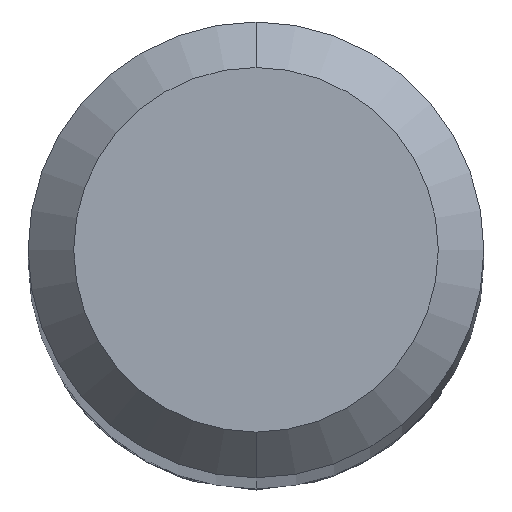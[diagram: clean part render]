
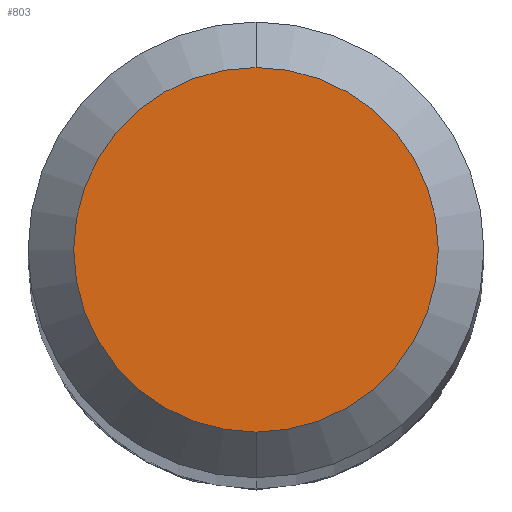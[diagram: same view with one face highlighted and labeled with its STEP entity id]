
A CAD part, top view. The second image highlights one B-rep face of the part: STEP entity #803.
In plain terms, the highlighted planar face has unit normal (0, 0, 1).
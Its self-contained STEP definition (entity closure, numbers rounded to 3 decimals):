
#411=EDGE_CURVE('',#467,#945,#1123,.T.);
#467=VERTEX_POINT('',#1184);
#543=EDGE_CURVE('',#945,#467,#1268,.T.);
#803=ADVANCED_FACE('',(#1554),#1555,.T.);
#945=VERTEX_POINT('',#1710);
#1123=CIRCLE('',#1922,1.2);
#1184=CARTESIAN_POINT('',(0.,-1.2,0.0));
#1268=CIRCLE('',#3014,1.2);
#1554=FACE_OUTER_BOUND('',#4268,.T.);
#1555=PLANE('',#4269);
#1710=CARTESIAN_POINT('',(0.0,1.2,0.0));
#1922=AXIS2_PLACEMENT_3D('',#6015,#6016,#6017);
#3014=AXIS2_PLACEMENT_3D('',#6174,#6175,#6176);
#4268=EDGE_LOOP('',(#6530,#6531));
#4269=AXIS2_PLACEMENT_3D('',#6532,#6533,#6534);
#6015=CARTESIAN_POINT('',(0.0,0.0,0.0));
#6016=DIRECTION('',(0.0,0.0,-1.0));
#6017=DIRECTION('',(0.0,1.0,0.0));
#6174=CARTESIAN_POINT('',(0.0,0.0,0.0));
#6175=DIRECTION('',(0.0,0.0,-1.0));
#6176=DIRECTION('',(0.0,1.0,0.0));
#6530=ORIENTED_EDGE('',*,*,#543,.F.);
#6531=ORIENTED_EDGE('',*,*,#411,.F.);
#6532=CARTESIAN_POINT('',(0.0,0.6,0.0));
#6533=DIRECTION('',(-0.0,0.0,1.0));
#6534=DIRECTION('',(0.0,-1.0,0.0));
